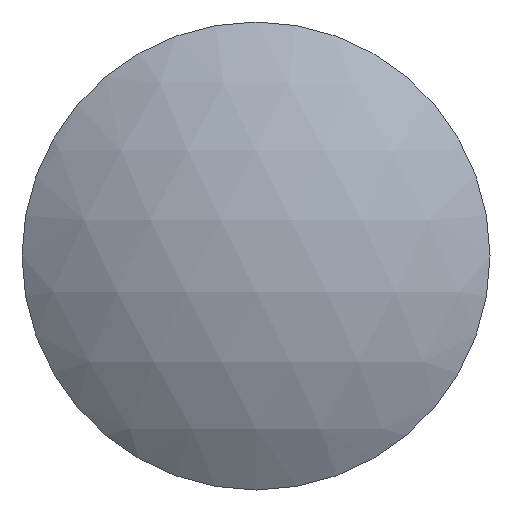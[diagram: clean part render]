
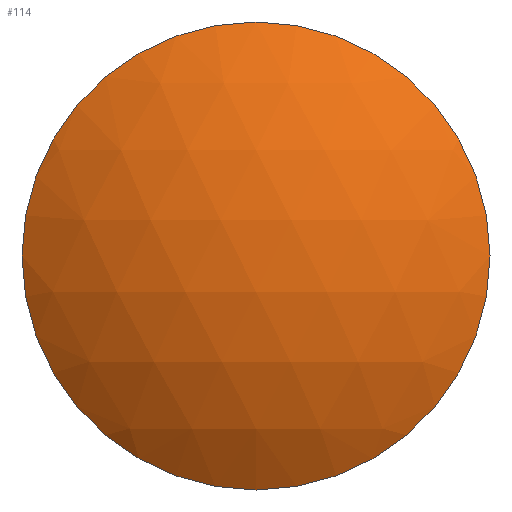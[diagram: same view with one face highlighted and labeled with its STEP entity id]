
A CAD part, front view. The second image highlights one B-rep face of the part: STEP entity #114.
In plain terms, the highlighted spherical face has radius 335.28 mm.
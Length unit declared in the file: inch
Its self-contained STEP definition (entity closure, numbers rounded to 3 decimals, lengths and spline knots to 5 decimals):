
#18=SPHERICAL_SURFACE('',#140,13.2);
#40=FACE_OUTER_BOUND('',#57,.T.);
#57=EDGE_LOOP('',(#102));
#68=CIRCLE('',#141,7.625);
#77=VERTEX_POINT('',#209);
#86=EDGE_CURVE('',#77,#77,#68,.T.);
#102=ORIENTED_EDGE('',*,*,#86,.F.);
#114=ADVANCED_FACE('',(#40),#18,.T.);
#140=AXIS2_PLACEMENT_3D('',#208,#177,#178);
#141=AXIS2_PLACEMENT_3D('',#210,#179,#180);
#177=DIRECTION('center_axis',(0.,0.,1.));
#178=DIRECTION('ref_axis',(1.,0.,0.));
#179=DIRECTION('center_axis',(0.,1.,0.));
#180=DIRECTION('ref_axis',(1.,0.,0.));
#208=CARTESIAN_POINT('Origin',(0.,13.2,0.));
#209=CARTESIAN_POINT('',(0.,2.42506,7.625));
#210=CARTESIAN_POINT('Origin',(0.,2.42506,0.));
